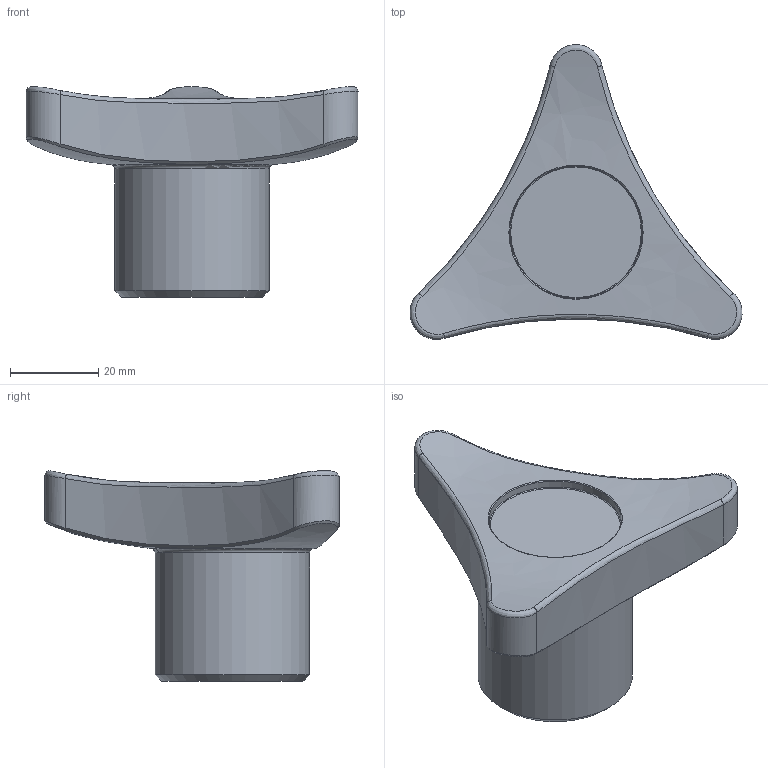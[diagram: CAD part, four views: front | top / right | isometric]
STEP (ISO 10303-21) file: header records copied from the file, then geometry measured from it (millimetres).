
FILE_DESCRIPTION(/* description */ ('File step'),/* implementation_level */ '2;1');
FILE_NAME(/* name */ '6111055',/* time_stamp */ '2022-03-16T16:31:25+01:00',/* author */ ('Zorzan D.'),/* organization */ ('Gamm Srl.'),/* preprocessor_version */ 'ST-DEVELOPER v16.7',/* originating_system */ 'Solid Edge',/* authorisation */ 'Unknown');
FILE_SCHEMA (('CONFIG_CONTROL_DESIGN'));
Length unit declared in the file: millimetre
Products named in the file (1): Parte1
Bounding box: 75.2 x 66.75 x 47.7 mm (x, y, z)
Volume: 61027.6 mm3; surface area: 11610 mm2
Topology: 1 solids, 1 shells, 32 faces, 72 edges, 42 vertices
Faces by surface type: bspline 14, cylinder 10, torus 3, cone 3, plane 2
Full cylindrical faces by diameter (mm): 8.376 x2, 30 x1, 35 x1
Entity records: 1780 total; most frequent: CARTESIAN_POINT 1010, ORIENTED_EDGE 108, DIRECTION 80, EDGE_CURVE 54, FACE_BOUND 45, EDGE_LOOP 44, VERTEX_POINT 37, AXIS2_PLACEMENT_3D 37
